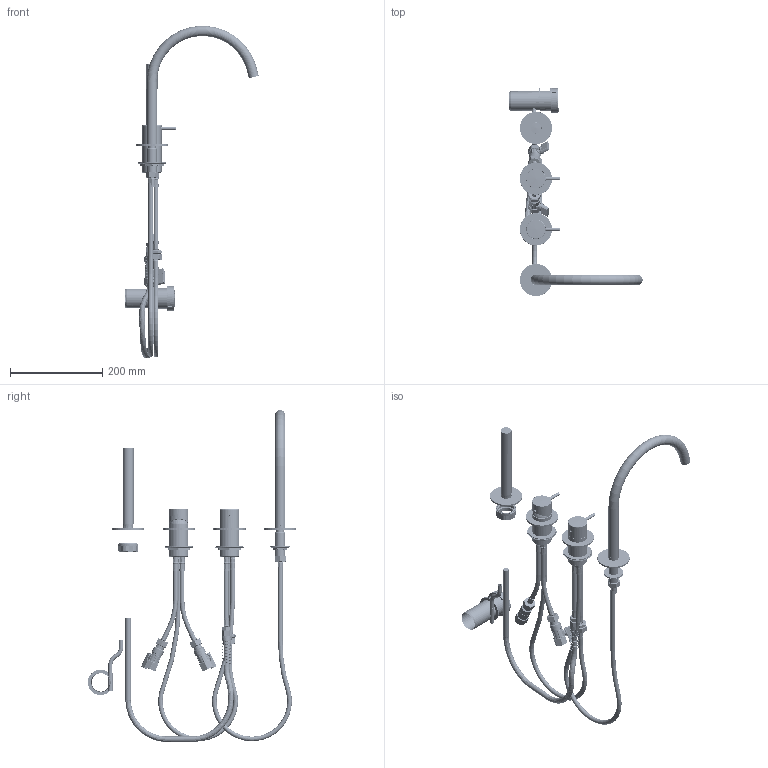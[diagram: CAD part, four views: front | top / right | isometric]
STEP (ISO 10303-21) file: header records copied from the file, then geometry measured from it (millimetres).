
FILE_DESCRIPTION(/* description */ ('Unknown'),/* implementation_level */ '2;1');
FILE_NAME(/* name */ 'CB073',/* time_stamp */ '2020-03-18T18:13:53+01:00',/* author */ ('Unknown'),/* organization */ ('Unknown'),/* preprocessor_version */ 'ST-DEVELOPER v16.7',/* originating_system */ 'DEX',/* authorisation */ $);
FILE_SCHEMA (('AUTOMOTIVE_DESIGN {1 0 10303 214 3 1 1}'));
Length unit declared in the file: millimetre
Products named in the file (104): CB073-00; CW023-04; CW023-10; CW023-001; CW023-08; CW023-07; CW023-06; CB031-05 rel1; CW023-03_oa_0; BR005-001; BR005-001-1; BR005-001-2; BR005-001-3; BR005-001-4; BR005-001-5; BR005-001-6; CW023-03_oa_1; E001-002; 001s_13; 001s_14; 001s_15; CB003-09; CB029-001; SSR000027_SOLID_2; SSR000027_SOLID_1; CW023-02_oa_2; CB004-06; CW073-001; BR003-002-2 oring7.65x1.78.1; BR003-002-3 bussola_aggraffatura; BR003-002-4 treccia1; BR003-002-5 guarnizione_inserita; BR003-002-9 codolo_m10x1; BR003-002-6 bussola_aggraffatura1; BR003-002-7 codolo_cartella; calotta_1-2; CB004-10; CB040-001; CB004-11; CB040-01 ...
Assembly tree (143 placements, depth 4):
  CB073-00
    CW023-04
    CW023-10
    CW023-001  x2
      CW023-08
      CW023-07
      CW023-06
    CB031-05 rel1  x4
    CW023-03_oa_0
    BR005-001
      BR005-001-1
      BR005-001-2
      BR005-001-3
      BR005-001-4
      BR005-001-5
      BR005-001-6
    CW023-03_oa_1
    E001-002
      001s_13
      001s_14
      001s_15
    CB003-09
    CB029-001
      SSR000027_SOLID_2
      SSR000027_SOLID_1
    CW023-02_oa_2
    CB004-06
    CW073-001
      BR003-002-2 oring7.65x1.78.1
      BR003-002-3 bussola_aggraffatura
      BR003-002-4 treccia1
      BR003-002-5 guarnizione_inserita
      BR003-002-9 codolo_m10x1
      BR003-002-6 bussola_aggraffatura1
      BR003-002-7 codolo_cartella
      calotta_1-2
    CB004-10
    CB040-001
      CB004-11
      CB040-01
    CB004-08
    AR073-007 CW073
      treccia g1-2 ar073-CW073
      bussola_aggraffatura.2.1
      guarnizione_inserita
      codolo_cartella.1
      calotta_1-2
      BR003-002-6 bussola_aggraffatura1
      BR003-002-9 codolo_m10x1
      BR003-002-2 oring7.65x1.78.1
    CB004-11  x2
    CB003-003
      CB003-07
      CB003-08
      grano bocca
    M352-00
      M352-03
      M352-02
      M352-001
        anello or(11 x 2)
Bounding box: 289.63 x 452.75 x 720.99 mm (x, y, z)
Volume: 609528.4 mm3; surface area: 591005 mm2
Topology: 129 solids, 333 shells, 4380 faces, 9563 edges, 6001 vertices
Faces by surface type: plane 2008, cylinder 1319, cone 482, torus 397, sphere 89, bspline 85
Full cylindrical faces by diameter (mm): 0.75 x204, 1.5 x23, 1.65 x1, 2 x4, 2.5 x2, 2.8 x1, 3.2 x1, 3.3 x2, 3.5 x4, 4 x16, 4.1 x1, 4.2 x2, 4.8 x2, 5 x11, 5.2 x36, 5.8 x1, 6 x13, 6.2 x2, 6.5 x2, 6.7 x1, 6.8 x2, 6.9 x4, 7 x42, 7.2 x14, 7.5 x4, 8 x3, 8.2 x6, 8.5 x1, 8.9 x4, 8.917 x14
Entity records: 107022 total; most frequent: CARTESIAN_POINT 24766, DIRECTION 14203, ORIENTED_EDGE 10944, AXIS2_PLACEMENT_3D 6234, EDGE_CURVE 5472, FACE_BOUND 4551, EDGE_LOOP 4533, VERTEX_POINT 3987
